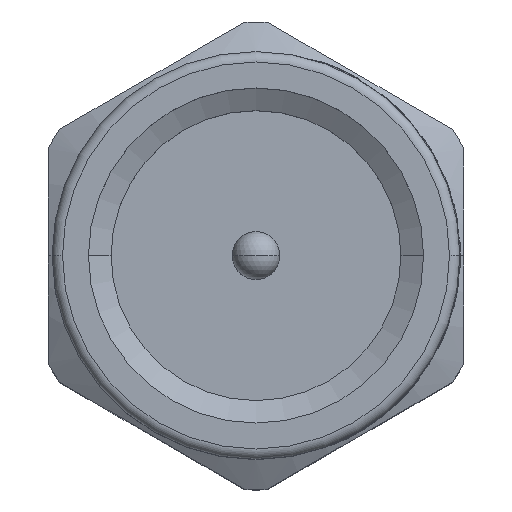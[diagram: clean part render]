
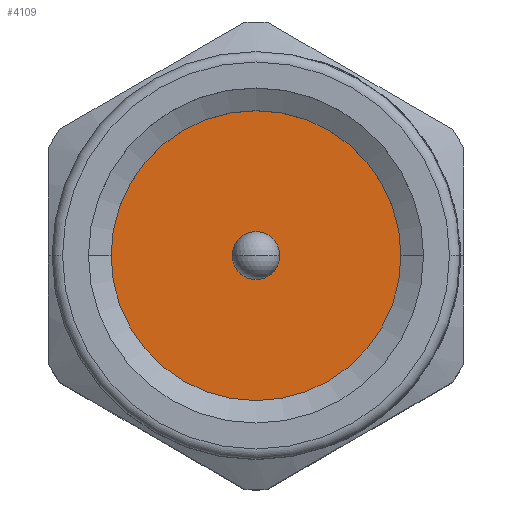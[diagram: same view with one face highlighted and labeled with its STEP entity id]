
A CAD part, top view. The second image highlights one B-rep face of the part: STEP entity #4109.
In plain terms, the highlighted planar face has unit normal (0, 0, 1).
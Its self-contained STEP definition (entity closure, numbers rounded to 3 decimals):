
#1884 = CARTESIAN_POINT ( 'NONE',  ( -2.79, 0., 0.391 ) ) ;
#3497 = ORIENTED_EDGE ( 'NONE', *, *, #8093, .T. ) ;
#3498 = ORIENTED_EDGE ( 'NONE', *, *, #8179, .T. ) ;
#3499 = ORIENTED_EDGE ( 'NONE', *, *, #4319, .F. ) ;
#3500 = ORIENTED_EDGE ( 'NONE', *, *, #8091, .F. ) ;
#3859 = CARTESIAN_POINT ( 'NONE',  ( 0., 0., 0.391 ) ) ;
#3860 = DIRECTION ( 'NONE',  ( 0., 0., 1. ) ) ;
#3861 = DIRECTION ( 'NONE',  ( -1., 0., 0. ) ) ;
#3862 = CARTESIAN_POINT ( 'NONE',  ( 0., 0., 0.391 ) ) ;
#3863 = DIRECTION ( 'NONE',  ( 0., 0., 1. ) ) ;
#3864 = DIRECTION ( 'NONE',  ( -1., 0., 0. ) ) ;
#4031 = CARTESIAN_POINT ( 'NONE',  ( 0., 0., 0.391 ) ) ;
#4032 = DIRECTION ( 'NONE',  ( 0., 0., 1. ) ) ;
#4033 = DIRECTION ( 'NONE',  ( -1., 0., 0. ) ) ;
#4109 = ADVANCED_FACE ( 'NONE', ( #12952, #12956 ), #12734, .F. ) ;
#4319 = EDGE_CURVE ( 'NONE', #10049, #10052, #14018, .T. ) ;
#6309 = CARTESIAN_POINT ( 'NONE',  ( 0., -0.46, 0.391 ) ) ;
#6312 = CARTESIAN_POINT ( 'NONE',  ( 0., 0.46, 0.391 ) ) ;
#7461 = VERTEX_POINT ( 'NONE', #11637 ) ;
#7714 = AXIS2_PLACEMENT_3D ( 'NONE', #12732, #12725, #12736 ) ;
#7918 = EDGE_LOOP ( 'NONE', ( #3499, #3500 ) ) ;
#7935 = EDGE_LOOP ( 'NONE', ( #3497, #3498 ) ) ;
#8091 = EDGE_CURVE ( 'NONE', #10052, #10049, #10405, .T. ) ;
#8093 = EDGE_CURVE ( 'NONE', #7461, #10157, #10403, .T. ) ;
#8179 = EDGE_CURVE ( 'NONE', #10157, #7461, #10436, .T. ) ;
#10049 = VERTEX_POINT ( 'NONE', #6309 ) ;
#10052 = VERTEX_POINT ( 'NONE', #6312 ) ;
#10157 = VERTEX_POINT ( 'NONE', #1884 ) ;
#10403 = CIRCLE ( 'NONE', #15193, 2.79 ) ;
#10405 = CIRCLE ( 'NONE', #15192, 0.46 ) ;
#10436 = CIRCLE ( 'NONE', #15210, 2.79 ) ;
#11637 = CARTESIAN_POINT ( 'NONE',  ( 2.79, 0., 0.391 ) ) ;
#12725 = DIRECTION ( 'NONE',  ( 0., 0., -1. ) ) ;
#12732 = CARTESIAN_POINT ( 'NONE',  ( 0., 0., 0.391 ) ) ;
#12734 = PLANE ( 'NONE',  #7714 ) ;
#12736 = DIRECTION ( 'NONE',  ( -1., 0., 0. ) ) ;
#12952 = FACE_OUTER_BOUND ( 'NONE', #7935, .T. ) ;
#12956 = FACE_BOUND ( 'NONE', #7918, .T. ) ;
#13305 = CARTESIAN_POINT ( 'NONE',  ( 0., 0., 0.391 ) ) ;
#13306 = DIRECTION ( 'NONE',  ( 0., 0., 1. ) ) ;
#13307 = DIRECTION ( 'NONE',  ( -1., 0., 0. ) ) ;
#14018 = CIRCLE ( 'NONE', #15890, 0.46 ) ;
#15192 = AXIS2_PLACEMENT_3D ( 'NONE', #3859, #3860, #3861 ) ;
#15193 = AXIS2_PLACEMENT_3D ( 'NONE', #3862, #3863, #3864 ) ;
#15210 = AXIS2_PLACEMENT_3D ( 'NONE', #4031, #4032, #4033 ) ;
#15890 = AXIS2_PLACEMENT_3D ( 'NONE', #13305, #13306, #13307 ) ;
